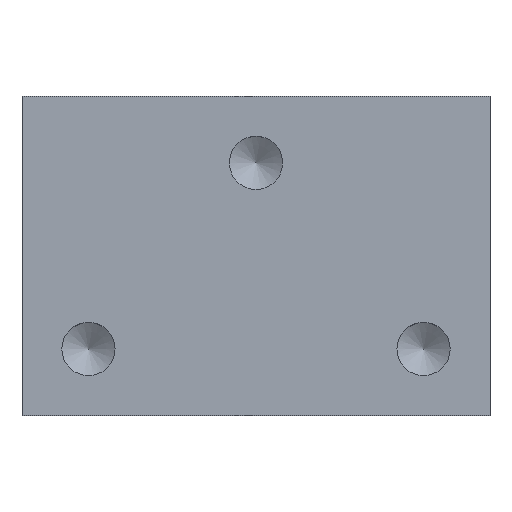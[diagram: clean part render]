
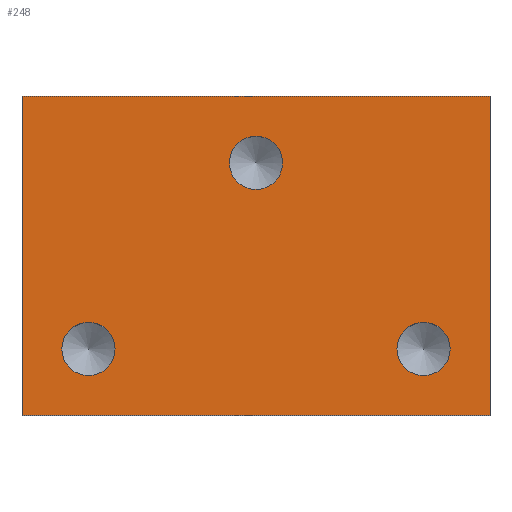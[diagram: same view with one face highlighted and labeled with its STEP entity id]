
A CAD part, top view. The second image highlights one B-rep face of the part: STEP entity #248.
In plain terms, the highlighted planar face has unit normal (0, 0, 1).
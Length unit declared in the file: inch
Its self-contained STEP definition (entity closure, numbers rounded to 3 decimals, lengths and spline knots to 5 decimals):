
#15=FACE_BOUND('',#64,.T.);
#16=FACE_BOUND('',#65,.T.);
#17=FACE_BOUND('',#66,.T.);
#26=PLANE('',#288);
#47=FACE_OUTER_BOUND('',#63,.T.);
#63=EDGE_LOOP('',(#218,#219,#220,#221));
#64=EDGE_LOOP('',(#222));
#65=EDGE_LOOP('',(#223));
#66=EDGE_LOOP('',(#224));
#80=LINE('',#413,#100);
#83=LINE('',#419,#103);
#86=LINE('',#425,#106);
#89=LINE('',#429,#109);
#100=VECTOR('',#344,0.3937);
#103=VECTOR('',#349,0.3937);
#106=VECTOR('',#354,0.3937);
#109=VECTOR('',#359,0.3937);
#113=CIRCLE('',#271,0.125);
#114=CIRCLE('',#273,0.125);
#115=CIRCLE('',#275,0.125);
#126=VERTEX_POINT('',#381);
#127=VERTEX_POINT('',#385);
#128=VERTEX_POINT('',#389);
#135=VERTEX_POINT('',#410);
#136=VERTEX_POINT('',#412);
#138=VERTEX_POINT('',#418);
#140=VERTEX_POINT('',#424);
#147=EDGE_CURVE('',#126,#126,#113,.T.);
#149=EDGE_CURVE('',#127,#127,#114,.T.);
#151=EDGE_CURVE('',#128,#128,#115,.T.);
#161=EDGE_CURVE('',#136,#135,#80,.T.);
#164=EDGE_CURVE('',#138,#136,#83,.T.);
#167=EDGE_CURVE('',#140,#138,#86,.T.);
#170=EDGE_CURVE('',#135,#140,#89,.T.);
#218=ORIENTED_EDGE('',*,*,#170,.T.);
#219=ORIENTED_EDGE('',*,*,#167,.T.);
#220=ORIENTED_EDGE('',*,*,#164,.T.);
#221=ORIENTED_EDGE('',*,*,#161,.T.);
#222=ORIENTED_EDGE('',*,*,#147,.T.);
#223=ORIENTED_EDGE('',*,*,#149,.T.);
#224=ORIENTED_EDGE('',*,*,#151,.T.);
#248=ADVANCED_FACE('',(#47,#15,#16,#17),#26,.T.);
#271=AXIS2_PLACEMENT_3D('',#382,#309,#310);
#273=AXIS2_PLACEMENT_3D('',#386,#314,#315);
#275=AXIS2_PLACEMENT_3D('',#390,#319,#320);
#288=AXIS2_PLACEMENT_3D('',#430,#360,#361);
#309=DIRECTION('center_axis',(0.,0.,-1.));
#310=DIRECTION('ref_axis',(1.,0.,0.));
#314=DIRECTION('center_axis',(0.,0.,-1.));
#315=DIRECTION('ref_axis',(1.,0.,0.));
#319=DIRECTION('center_axis',(0.,0.,-1.));
#320=DIRECTION('ref_axis',(1.,0.,0.));
#344=DIRECTION('',(0.,-1.,0.));
#349=DIRECTION('',(-1.,0.,0.));
#354=DIRECTION('',(0.,1.,0.));
#359=DIRECTION('',(1.,0.,0.));
#360=DIRECTION('center_axis',(0.,0.,1.));
#361=DIRECTION('ref_axis',(1.,0.,0.));
#381=CARTESIAN_POINT('',(0.6625,-0.6875,0.5));
#382=CARTESIAN_POINT('Origin',(0.7875,-0.6875,0.5));
#385=CARTESIAN_POINT('',(-0.9125,-0.6875,0.5));
#386=CARTESIAN_POINT('Origin',(-0.7875,-0.6875,0.5));
#389=CARTESIAN_POINT('',(-0.125,0.1875,0.5));
#390=CARTESIAN_POINT('Origin',(0.,0.1875,
0.5));
#410=CARTESIAN_POINT('',(-1.1,-1.,0.5));
#412=CARTESIAN_POINT('',(-1.1,0.5,0.5));
#413=CARTESIAN_POINT('',(-1.1,-1.,0.5));
#418=CARTESIAN_POINT('',(1.1,0.5,0.5));
#419=CARTESIAN_POINT('',(-1.1,0.5,0.5));
#424=CARTESIAN_POINT('',(1.1,-1.,0.5));
#425=CARTESIAN_POINT('',(1.1,0.5,0.5));
#429=CARTESIAN_POINT('',(1.1,-1.,0.5));
#430=CARTESIAN_POINT('Origin',(0.,-0.25,0.5));
